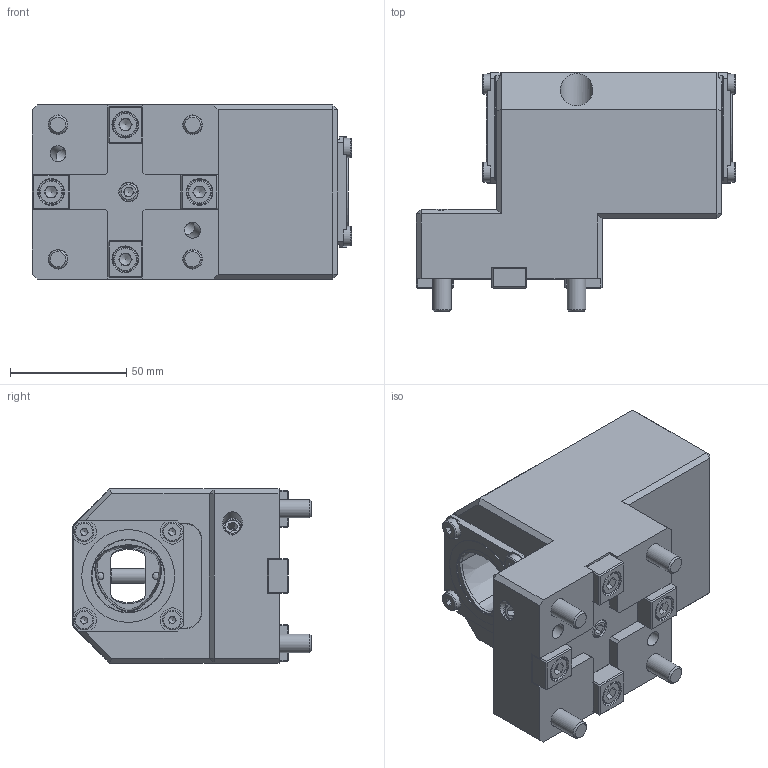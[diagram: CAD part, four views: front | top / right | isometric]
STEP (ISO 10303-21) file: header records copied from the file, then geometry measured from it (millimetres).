
FILE_DESCRIPTION (( 'STEP AP214' ), '1' );
FILE_NAME ('REA.PS4.B45.065-21.STEP', '2021-11-08T15:34:08', ( '' ), ( '' ), 'SwSTEP 2.0', 'SolidWorks 2017', '' );
FILE_SCHEMA (( 'AUTOMOTIVE_DESIGN' ));
Length unit declared in the file: millimetre
Products named in the file (19): U40-PS4.ERx.010_A; U40-PS4.023.006_D; U40-PS4.ER1.025_B; DIN 3771 - 38x1.5; ISO 4762 - M3 x 25-12.9_PreviewCfg; REA-PS4.B45.065-21_B; DIN 3771 - 37x1.5; REA.PS4.B45.065-21; DIN 6325_ø3x10_2x6; ISO 4762 - M8 x 80; DIN 6325_ø2.5x8_2x6; ISO 4762 - M8 x 35; ISO 4026 - M8 x 8_f〉.step; U40-PS4.048.006; ISO 4762 - M6 x 8_PreviewCfg; U40-PS4.ER1.036_A; BM5-ER1.015.009_A; DIN 7984 - M5 x 16; U40-PS4.ERx.010_A_Links gewinde
Assembly tree (35 placements, depth 3):
  REA.PS4.B45.065-21
    REA-PS4.B45.065-21_B
    U40-PS4.048.006  x2
      U40-PS4.ER1.025_B
      U40-PS4.ERx.010_A
      U40-PS4.ERx.010_A_Links gewinde
      U40-PS4.ER1.036_A
      U40-PS4.023.006_D
      DIN 7984 - M5 x 16
      DIN 6325_ø2.5x8_2x6
      DIN 3771 - 37x1.5
      ISO 4762 - M3 x 25-12.9_PreviewCfg
      DIN 6325_ø3x10_2x6
      DIN 3771 - 38x1.5
    ISO 4026 - M8 x 8_f〉.step  x4
    ISO 4762 - M8 x 35  x2
    ISO 4762 - M8 x 80  x2
    BM5-ER1.015.009_A  x4
    ISO 4762 - M6 x 8_PreviewCfg  x4
Bounding box: 137.5 x 103 x 75 mm (x, y, z)
Volume: 544886.6 mm3; surface area: 136174.4 mm2
Topology: 49 solids, 49 shells, 1340 faces, 3190 edges, 1963 vertices
Faces by surface type: plane 808, cone 244, cylinder 208, torus 64, sphere 12, bspline 4
Full cylindrical faces by diameter (mm): 2.5 x8, 3 x12, 3.3 x8, 4 x8, 4.2 x8, 5 x12, 5.5 x12, 6 x6, 6.5 x6, 6.8 x6, 7 x4, 8 x12, 8.5 x15, 10 x4, 11 x4, 13 x4, 14 x4, 23 x1, 31.6 x2, 37 x2, 37.8 x2, 39.7 x4, 40 x8
Entity records: 18920 total; most frequent: CARTESIAN_POINT 4483, DIRECTION 2691, ORIENTED_EDGE 2470, EDGE_CURVE 1235, AXIS2_PLACEMENT_3D 1022, VERTEX_POINT 850, EDGE_LOOP 813, FACE_OUTER_BOUND 673
